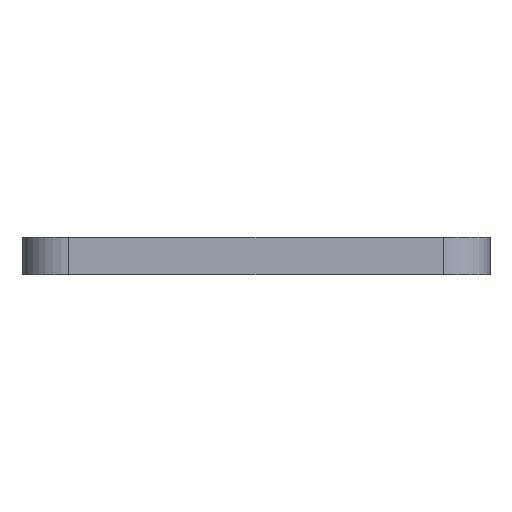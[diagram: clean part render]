
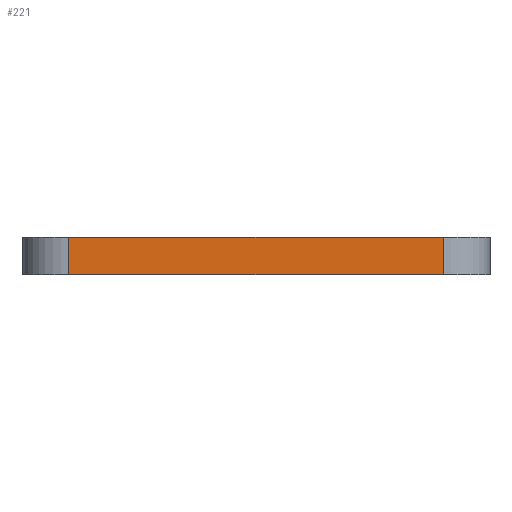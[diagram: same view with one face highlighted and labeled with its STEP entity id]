
A CAD part, front view. The second image highlights one B-rep face of the part: STEP entity #221.
In plain terms, the highlighted planar face has unit normal (0, -1, 0).
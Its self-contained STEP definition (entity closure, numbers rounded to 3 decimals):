
#5 = ORIENTED_EDGE ( 'NONE', *, *, #96, .F. ) ;
#28 = VECTOR ( 'NONE', #750, 1000. ) ;
#65 = LINE ( 'NONE', #339, #557 ) ;
#66 = EDGE_CURVE ( 'NONE', #835, #350, #596, .T. ) ;
#71 = CARTESIAN_POINT ( 'NONE',  ( -40., -200., -8. ) ) ;
#96 = EDGE_CURVE ( 'NONE', #350, #343, #65, .T. ) ;
#116 = CARTESIAN_POINT ( 'NONE',  ( 40., -200., 0. ) ) ;
#213 = DIRECTION ( 'NONE',  ( 1., 0., 0. ) ) ;
#221 = ADVANCED_FACE ( 'NONE', ( #813 ), #447, .T. ) ;
#271 = VECTOR ( 'NONE', #967, 1000. ) ;
#339 = CARTESIAN_POINT ( 'NONE',  ( -40., -200., 0. ) ) ;
#340 = EDGE_CURVE ( 'NONE', #473, #343, #389, .T. ) ;
#343 = VERTEX_POINT ( 'NONE', #116 ) ;
#350 = VERTEX_POINT ( 'NONE', #953 ) ;
#354 = ORIENTED_EDGE ( 'NONE', *, *, #340, .T. ) ;
#389 = LINE ( 'NONE', #1123, #28 ) ;
#447 = PLANE ( 'NONE',  #963 ) ;
#473 = VERTEX_POINT ( 'NONE', #701 ) ;
#496 = CARTESIAN_POINT ( 'NONE',  ( -40., -200., -8. ) ) ;
#557 = VECTOR ( 'NONE', #213, 1000. ) ;
#569 = VECTOR ( 'NONE', #782, 1000. ) ;
#596 = LINE ( 'NONE', #71, #271 ) ;
#701 = CARTESIAN_POINT ( 'NONE',  ( 40., -200., -8. ) ) ;
#709 = ORIENTED_EDGE ( 'NONE', *, *, #907, .T. ) ;
#750 = DIRECTION ( 'NONE',  ( 0., 0., 1. ) ) ;
#751 = EDGE_LOOP ( 'NONE', ( #5, #996, #709, #354 ) ) ;
#782 = DIRECTION ( 'NONE',  ( 1., 0., 0. ) ) ;
#813 = FACE_OUTER_BOUND ( 'NONE', #751, .T. ) ;
#835 = VERTEX_POINT ( 'NONE', #1046 ) ;
#907 = EDGE_CURVE ( 'NONE', #835, #473, #1138, .T. ) ;
#953 = CARTESIAN_POINT ( 'NONE',  ( -40., -200., 0. ) ) ;
#963 = AXIS2_PLACEMENT_3D ( 'NONE', #1097, #1171, #1083 ) ;
#967 = DIRECTION ( 'NONE',  ( 0., 0., 1. ) ) ;
#996 = ORIENTED_EDGE ( 'NONE', *, *, #66, .F. ) ;
#1046 = CARTESIAN_POINT ( 'NONE',  ( -40., -200., -8. ) ) ;
#1083 = DIRECTION ( 'NONE',  ( 0., 0., -1. ) ) ;
#1097 = CARTESIAN_POINT ( 'NONE',  ( -40., -200., -8. ) ) ;
#1123 = CARTESIAN_POINT ( 'NONE',  ( 40., -200., -8. ) ) ;
#1138 = LINE ( 'NONE', #496, #569 ) ;
#1171 = DIRECTION ( 'NONE',  ( 0., -1., 0. ) ) ;
